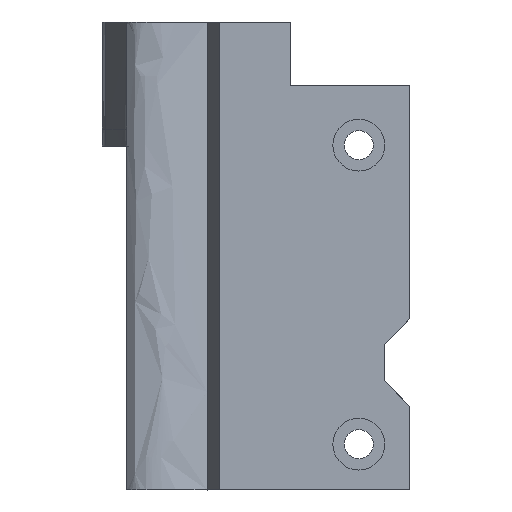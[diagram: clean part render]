
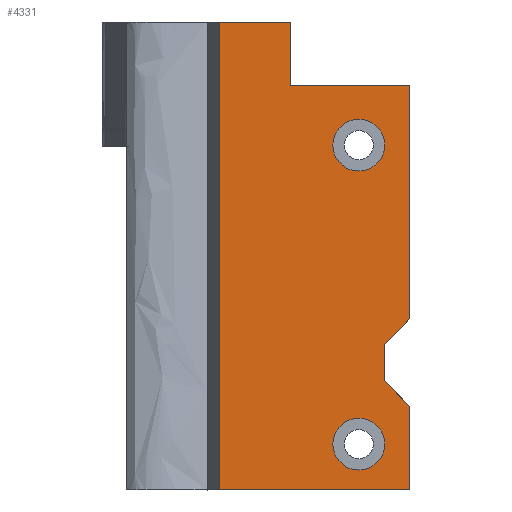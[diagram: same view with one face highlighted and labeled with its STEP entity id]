
A CAD part, left-side view. The second image highlights one B-rep face of the part: STEP entity #4331.
In plain terms, the highlighted planar face has unit normal (-1, 0, 0).
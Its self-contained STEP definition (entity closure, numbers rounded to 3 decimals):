
#76=FACE_BOUND('',#1740,.T.);
#77=FACE_BOUND('',#1741,.T.);
#269=PLANE('',#4649);
#415=LINE('',#6322,#901);
#616=LINE('',#6931,#1102);
#632=LINE('',#6980,#1118);
#637=LINE('',#6993,#1123);
#638=LINE('',#7000,#1124);
#641=LINE('',#7009,#1127);
#742=LINE('',#7760,#1228);
#746=LINE('',#7772,#1232);
#752=LINE('',#7788,#1238);
#753=LINE('',#7789,#1239);
#901=VECTOR('',#4901,10.);
#1102=VECTOR('',#5296,10.);
#1118=VECTOR('',#5344,10.);
#1123=VECTOR('',#5355,10.);
#1124=VECTOR('',#5364,10.);
#1127=VECTOR('',#5377,10.);
#1228=VECTOR('',#5708,10.);
#1232=VECTOR('',#5722,10.);
#1238=VECTOR('',#5738,10.);
#1239=VECTOR('',#5739,10.);
#1477=FACE_OUTER_BOUND('',#1739,.T.);
#1739=EDGE_LOOP('',(#4047,#4048,#4049,#4050,#4051,#4052,#4053,#4054,#4055,
#4056));
#1740=EDGE_LOOP('',(#4057));
#1741=EDGE_LOOP('',(#4058));
#1817=CIRCLE('',#4641,3.05);
#1818=CIRCLE('',#4643,3.05);
#1980=VERTEX_POINT('',#6319);
#1981=VERTEX_POINT('',#6321);
#2118=VERTEX_POINT('',#6929);
#2134=VERTEX_POINT('',#6977);
#2135=VERTEX_POINT('',#6979);
#2140=VERTEX_POINT('',#6991);
#2143=VERTEX_POINT('',#7007);
#2237=VERTEX_POINT('',#7759);
#2238=VERTEX_POINT('',#7763);
#2239=VERTEX_POINT('',#7767);
#2240=VERTEX_POINT('',#7771);
#2245=VERTEX_POINT('',#7787);
#2415=EDGE_CURVE('',#1981,#1980,#415,.T.);
#2639=EDGE_CURVE('',#1980,#2118,#616,.T.);
#2663=EDGE_CURVE('',#2135,#2134,#632,.T.);
#2670=EDGE_CURVE('',#2118,#2140,#637,.T.);
#2673=EDGE_CURVE('',#2140,#2135,#638,.T.);
#2678=EDGE_CURVE('',#2134,#2143,#641,.T.);
#2837=EDGE_CURVE('',#2237,#1981,#742,.T.);
#2839=EDGE_CURVE('',#2238,#2238,#1817,.T.);
#2841=EDGE_CURVE('',#2239,#2239,#1818,.T.);
#2843=EDGE_CURVE('',#2240,#2237,#746,.T.);
#2851=EDGE_CURVE('',#2143,#2245,#752,.T.);
#2852=EDGE_CURVE('',#2245,#2240,#753,.F.);
#4047=ORIENTED_EDGE('',*,*,#2663,.T.);
#4048=ORIENTED_EDGE('',*,*,#2678,.T.);
#4049=ORIENTED_EDGE('',*,*,#2851,.T.);
#4050=ORIENTED_EDGE('',*,*,#2852,.T.);
#4051=ORIENTED_EDGE('',*,*,#2843,.T.);
#4052=ORIENTED_EDGE('',*,*,#2837,.T.);
#4053=ORIENTED_EDGE('',*,*,#2415,.T.);
#4054=ORIENTED_EDGE('',*,*,#2639,.T.);
#4055=ORIENTED_EDGE('',*,*,#2670,.T.);
#4056=ORIENTED_EDGE('',*,*,#2673,.T.);
#4057=ORIENTED_EDGE('',*,*,#2841,.T.);
#4058=ORIENTED_EDGE('',*,*,#2839,.T.);
#4331=ADVANCED_FACE('',(#1477,#76,#77),#269,.T.);
#4641=AXIS2_PLACEMENT_3D('',#7764,#5712,#5713);
#4643=AXIS2_PLACEMENT_3D('',#7768,#5717,#5718);
#4649=AXIS2_PLACEMENT_3D('',#7786,#5736,#5737);
#4901=DIRECTION('',(0.,-1.,0.));
#5296=DIRECTION('',(0.,0.,1.));
#5344=DIRECTION('',(0.,-0.707,0.707));
#5355=DIRECTION('',(0.,0.707,0.707));
#5364=DIRECTION('',(0.,0.,1.));
#5377=DIRECTION('',(0.,0.,1.));
#5708=DIRECTION('',(0.,0.,-1.));
#5712=DIRECTION('center_axis',(1.,0.,0.));
#5713=DIRECTION('ref_axis',(0.,0.,
1.));
#5717=DIRECTION('center_axis',(1.,0.,0.));
#5718=DIRECTION('ref_axis',(0.,0.,
1.));
#5722=DIRECTION('',(0.,1.,0.));
#5736=DIRECTION('center_axis',(-1.,0.,0.));
#5737=DIRECTION('ref_axis',(0.,0.,1.));
#5738=DIRECTION('',(0.,1.,0.));
#5739=DIRECTION('',(0.,0.,-1.));
#6319=CARTESIAN_POINT('',(-29.999,3.101,-42.074));
#6321=CARTESIAN_POINT('',(-29.999,25.499,-42.074));
#6322=CARTESIAN_POINT('',(-29.999,27.402,-42.074));
#6929=CARTESIAN_POINT('',(-29.999,3.101,-32.216));
#6931=CARTESIAN_POINT('',(-29.999,3.101,-19.374));
#6977=CARTESIAN_POINT('',(-29.999,3.101,-21.933));
#6979=CARTESIAN_POINT('',(-29.999,6.101,-24.933));
#6980=CARTESIAN_POINT('',(-29.999,6.16,-24.992));
#6991=CARTESIAN_POINT('',(-29.999,6.101,-29.216));
#6993=CARTESIAN_POINT('',(-29.999,12.535,-22.782));
#7000=CARTESIAN_POINT('',(-29.999,6.101,-21.223));
#7007=CARTESIAN_POINT('',(-29.999,3.101,5.526));
#7009=CARTESIAN_POINT('',(-29.999,3.101,-19.374));
#7759=CARTESIAN_POINT('',(-29.999,25.499,13.026));
#7760=CARTESIAN_POINT('',(-29.999,25.499,-1.949));
#7763=CARTESIAN_POINT('',(-29.999,9.101,-4.524));
#7764=CARTESIAN_POINT('Origin',(-29.999,9.101,-1.474));
#7767=CARTESIAN_POINT('',(-29.999,9.101,-39.724));
#7768=CARTESIAN_POINT('Origin',(-29.999,9.101,-36.674));
#7771=CARTESIAN_POINT('',(-29.999,17.101,13.026));
#7772=CARTESIAN_POINT('',(-29.999,19.903,13.026));
#7786=CARTESIAN_POINT('Origin',(-29.999,19.804,-14.323));
#7787=CARTESIAN_POINT('',(-29.999,17.101,5.526));
#7788=CARTESIAN_POINT('',(-29.999,14.953,5.526));
#7789=CARTESIAN_POINT('',(-29.999,17.101,-5.501));
